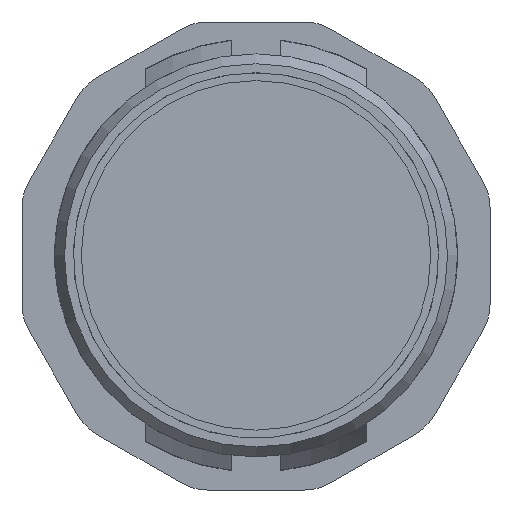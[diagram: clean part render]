
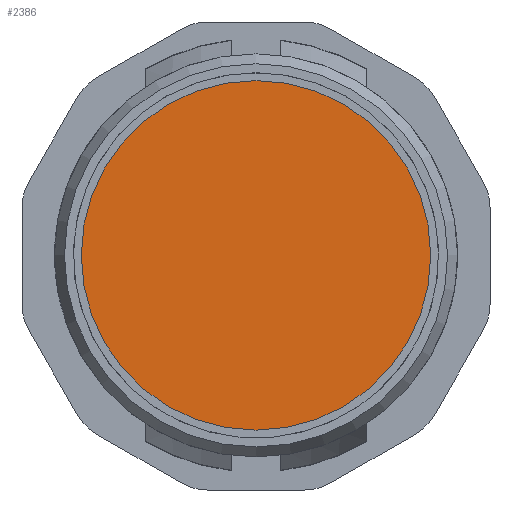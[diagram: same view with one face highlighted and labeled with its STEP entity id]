
A CAD part, front view. The second image highlights one B-rep face of the part: STEP entity #2386.
In plain terms, the highlighted planar face has unit normal (0, -1, 0).
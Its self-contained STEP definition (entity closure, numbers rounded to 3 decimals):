
#1735=PLANE('',#7909);
#1975=FACE_OUTER_BOUND('',#3025,.T.);
#2386=ADVANCED_FACE('',(#1975),#1735,.T.);
#3025=EDGE_LOOP('',(#3534));
#3534=ORIENTED_EDGE('',*,*,#6545,.F.);
#5792=VERTEX_POINT('',#10647);
#6545=EDGE_CURVE('',#5792,#5792,#7675,.T.);
#7675=CIRCLE('',#7906,27.315);
#7906=AXIS2_PLACEMENT_3D('',#10646,#8593,#8594);
#7909=AXIS2_PLACEMENT_3D('',#10651,#8599,#8600);
#8593=DIRECTION('',(0.,1.,0.));
#8594=DIRECTION('',(0.,0.,-1.));
#8599=DIRECTION('',(0.,-1.,0.));
#8600=DIRECTION('',(0.547,0.,-0.837));
#10646=CARTESIAN_POINT('',(0.,-4.,0.));
#10647=CARTESIAN_POINT('',(0.,-4.,-27.315));
#10651=CARTESIAN_POINT('',(-6.458,-4.,19.877));
